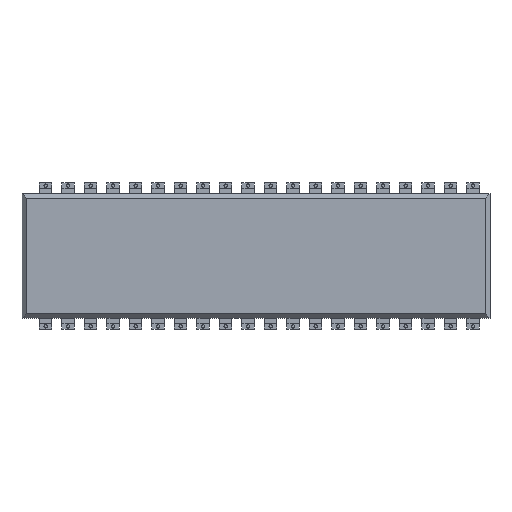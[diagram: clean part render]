
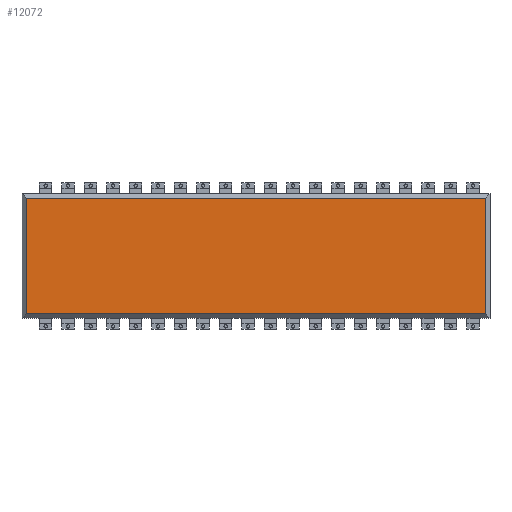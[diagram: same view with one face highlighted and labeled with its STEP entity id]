
A CAD part, front view. The second image highlights one B-rep face of the part: STEP entity #12072.
In plain terms, the highlighted planar face has unit normal (0, -1, 0).
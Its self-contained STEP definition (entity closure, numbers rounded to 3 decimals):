
#794 = DIRECTION ( 'NONE',  ( 0., 0., 1. ) ) ;
#1741 = LINE ( 'NONE', #15404, #1828 ) ;
#1828 = VECTOR ( 'NONE', #1996, 1000. ) ;
#1996 = DIRECTION ( 'NONE',  ( -1., 0., 0. ) ) ;
#2352 = AXIS2_PLACEMENT_3D ( 'NONE', #9568, #23568, #23435 ) ;
#3144 = VERTEX_POINT ( 'NONE', #10096 ) ;
#3979 = LINE ( 'NONE', #17724, #11759 ) ;
#4323 = VERTEX_POINT ( 'NONE', #15010 ) ;
#5583 = LINE ( 'NONE', #21000, #18282 ) ;
#5773 = ORIENTED_EDGE ( 'NONE', *, *, #14543, .T. ) ;
#7334 = ORIENTED_EDGE ( 'NONE', *, *, #24847, .T. ) ;
#8151 = EDGE_CURVE ( 'NONE', #3144, #19962, #3979, .T. ) ;
#9403 = VERTEX_POINT ( 'NONE', #13177 ) ;
#9568 = CARTESIAN_POINT ( 'NONE',  ( 0., 0., -13.85 ) ) ;
#9951 = FACE_OUTER_BOUND ( 'NONE', #13787, .T. ) ;
#10096 = CARTESIAN_POINT ( 'NONE',  ( 0.5, 0., -0.5 ) ) ;
#11433 = ORIENTED_EDGE ( 'NONE', *, *, #8151, .T. ) ;
#11507 = PLANE ( 'NONE',  #2352 ) ;
#11759 = VECTOR ( 'NONE', #19606, 1000. ) ;
#12072 = ADVANCED_FACE ( 'NONE', ( #9951 ), #11507, .T. ) ;
#13177 = CARTESIAN_POINT ( 'NONE',  ( 51.5, 0., -13.35 ) ) ;
#13787 = EDGE_LOOP ( 'NONE', ( #18207, #11433, #7334, #5773 ) ) ;
#14543 = EDGE_CURVE ( 'NONE', #9403, #4323, #20382, .T. ) ;
#15010 = CARTESIAN_POINT ( 'NONE',  ( 51.5, 0., -0.5 ) ) ;
#15404 = CARTESIAN_POINT ( 'NONE',  ( 0., 0., -0.5 ) ) ;
#17724 = CARTESIAN_POINT ( 'NONE',  ( 0.5, 0., -13.85 ) ) ;
#18207 = ORIENTED_EDGE ( 'NONE', *, *, #19669, .T. ) ;
#18282 = VECTOR ( 'NONE', #19447, 1000. ) ;
#19447 = DIRECTION ( 'NONE',  ( 1., 0., 0. ) ) ;
#19606 = DIRECTION ( 'NONE',  ( 0., 0., -1. ) ) ;
#19669 = EDGE_CURVE ( 'NONE', #4323, #3144, #1741, .T. ) ;
#19730 = VECTOR ( 'NONE', #794, 1000. ) ;
#19962 = VERTEX_POINT ( 'NONE', #22599 ) ;
#20382 = LINE ( 'NONE', #20509, #19730 ) ;
#20509 = CARTESIAN_POINT ( 'NONE',  ( 51.5, 0., 0. ) ) ;
#21000 = CARTESIAN_POINT ( 'NONE',  ( 52., 0., -13.35 ) ) ;
#22599 = CARTESIAN_POINT ( 'NONE',  ( 0.5, 0., -13.35 ) ) ;
#23435 = DIRECTION ( 'NONE',  ( 0., 0., -1. ) ) ;
#23568 = DIRECTION ( 'NONE',  ( 0., -1., 0. ) ) ;
#24847 = EDGE_CURVE ( 'NONE', #19962, #9403, #5583, .T. ) ;
